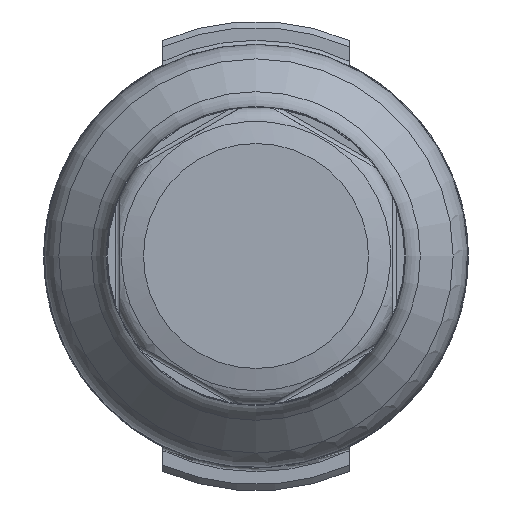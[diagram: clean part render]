
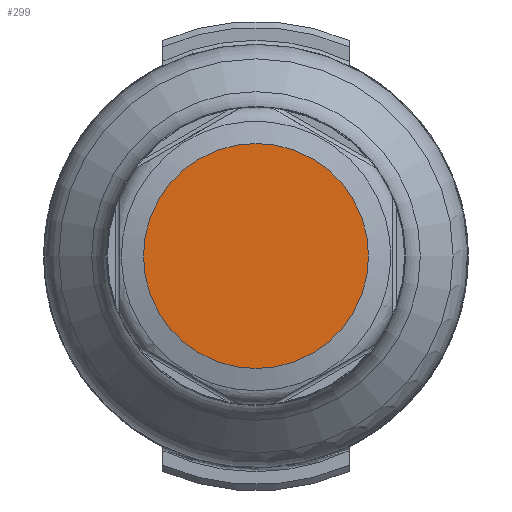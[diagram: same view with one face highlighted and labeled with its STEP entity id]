
A CAD part, front view. The second image highlights one B-rep face of the part: STEP entity #299.
In plain terms, the highlighted planar face has unit normal (0, -1, 0).
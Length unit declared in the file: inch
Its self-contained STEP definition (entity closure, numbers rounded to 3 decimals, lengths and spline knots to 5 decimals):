
#299=ADVANCED_FACE('',(#409),#372,.T.);
#372=PLANE('',#1292);
#409=FACE_OUTER_BOUND('',#466,.T.);
#466=EDGE_LOOP('',(#558));
#558=ORIENTED_EDGE('',*,*,#1048,.T.);
#922=VERTEX_POINT('',#1769);
#1048=EDGE_CURVE('',#922,#922,#1230,.T.);
#1230=CIRCLE('',#1291,0.281);
#1291=AXIS2_PLACEMENT_3D('',#1768,#1427,#1428);
#1292=AXIS2_PLACEMENT_3D('',#1770,#1429,#1430);
#1427=DIRECTION('',(0.,-1.,0.));
#1428=DIRECTION('',(0.,0.,-1.));
#1429=DIRECTION('',(0.,-1.,0.));
#1430=DIRECTION('',(0.,0.,-1.));
#1768=CARTESIAN_POINT('',(0.,-4.7995,0.));
#1769=CARTESIAN_POINT('',(0.,-4.7995,-0.281));
#1770=CARTESIAN_POINT('',(0.,-4.7995,0.));
